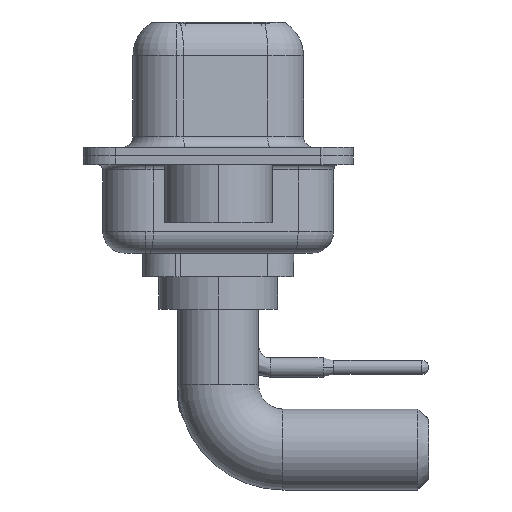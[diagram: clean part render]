
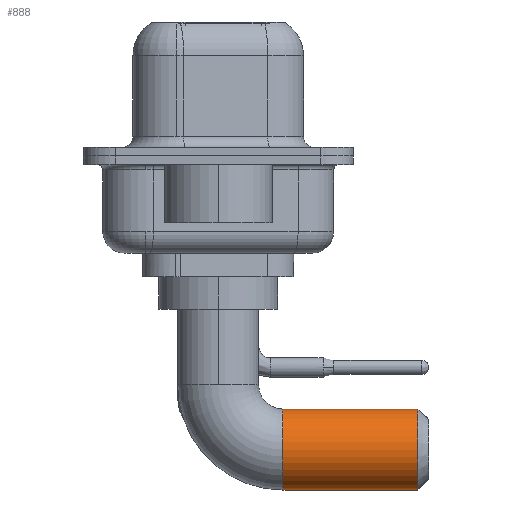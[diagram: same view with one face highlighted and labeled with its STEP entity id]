
A CAD part, left-side view. The second image highlights one B-rep face of the part: STEP entity #888.
In plain terms, the highlighted cylindrical face has radius 1.875 mm (diameter 3.75 mm), a partial arc.
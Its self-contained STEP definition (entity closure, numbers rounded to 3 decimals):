
#632 = CARTESIAN_POINT ( 'NONE',  ( 0., -9.25, -4.625 ) ) ;
#888 = ADVANCED_FACE ( 'NONE', ( #2746 ), #11815, .T. ) ;
#988 = ORIENTED_EDGE ( 'NONE', *, *, #7055, .T. ) ;
#1430 = CIRCLE ( 'NONE', #15373, 1.875 ) ;
#1787 = VECTOR ( 'NONE', #4730, 1000. ) ;
#1966 = CARTESIAN_POINT ( 'NONE',  ( 0., -3., -8.375 ) ) ;
#2633 = CIRCLE ( 'NONE', #13573, 1.875 ) ;
#2746 = FACE_OUTER_BOUND ( 'NONE', #13068, .T. ) ;
#2835 = VERTEX_POINT ( 'NONE', #16117 ) ;
#3415 = VERTEX_POINT ( 'NONE', #4728 ) ;
#3608 = CARTESIAN_POINT ( 'NONE',  ( 0., -3., -4.625 ) ) ;
#3872 = DIRECTION ( 'NONE',  ( 0., -1., 0. ) ) ;
#4363 = VERTEX_POINT ( 'NONE', #4758 ) ;
#4719 = EDGE_CURVE ( 'NONE', #3415, #4363, #13373, .T. ) ;
#4728 = CARTESIAN_POINT ( 'NONE',  ( 0., -3., -8.375 ) ) ;
#4730 = DIRECTION ( 'NONE',  ( 0., -1., 0. ) ) ;
#4758 = CARTESIAN_POINT ( 'NONE',  ( 0., -9.25, -8.375 ) ) ;
#4984 = EDGE_CURVE ( 'NONE', #2835, #10884, #13102, .T. ) ;
#5074 = DIRECTION ( 'NONE',  ( 0., -1., 0. ) ) ;
#5587 = CARTESIAN_POINT ( 'NONE',  ( 0., -3., -6.5 ) ) ;
#5670 = DIRECTION ( 'NONE',  ( -1., 0., 0. ) ) ;
#6708 = DIRECTION ( 'NONE',  ( 0., 0., -1. ) ) ;
#7055 = EDGE_CURVE ( 'NONE', #4363, #10884, #1430, .T. ) ;
#9020 = DIRECTION ( 'NONE',  ( 0., 0., -1. ) ) ;
#9347 = AXIS2_PLACEMENT_3D ( 'NONE', #13268, #3872, #9020 ) ;
#9626 = CARTESIAN_POINT ( 'NONE',  ( 0., -9.25, -6.5 ) ) ;
#10884 = VERTEX_POINT ( 'NONE', #632 ) ;
#11476 = ORIENTED_EDGE ( 'NONE', *, *, #4719, .T. ) ;
#11815 = CYLINDRICAL_SURFACE ( 'NONE', #9347, 1.875 ) ;
#13068 = EDGE_LOOP ( 'NONE', ( #14952, #13246, #11476, #988 ) ) ;
#13102 = LINE ( 'NONE', #3608, #14123 ) ;
#13244 = EDGE_CURVE ( 'NONE', #2835, #3415, #2633, .T. ) ;
#13246 = ORIENTED_EDGE ( 'NONE', *, *, #13244, .T. ) ;
#13268 = CARTESIAN_POINT ( 'NONE',  ( 0., -3., -6.5 ) ) ;
#13373 = LINE ( 'NONE', #1966, #1787 ) ;
#13573 = AXIS2_PLACEMENT_3D ( 'NONE', #5587, #14889, #5670 ) ;
#14123 = VECTOR ( 'NONE', #5074, 1000. ) ;
#14889 = DIRECTION ( 'NONE',  ( 0., -1., 0. ) ) ;
#14952 = ORIENTED_EDGE ( 'NONE', *, *, #4984, .F. ) ;
#15373 = AXIS2_PLACEMENT_3D ( 'NONE', #9626, #15932, #6708 ) ;
#15932 = DIRECTION ( 'NONE',  ( 0., 1., 0. ) ) ;
#16117 = CARTESIAN_POINT ( 'NONE',  ( 0., -3., -4.625 ) ) ;
